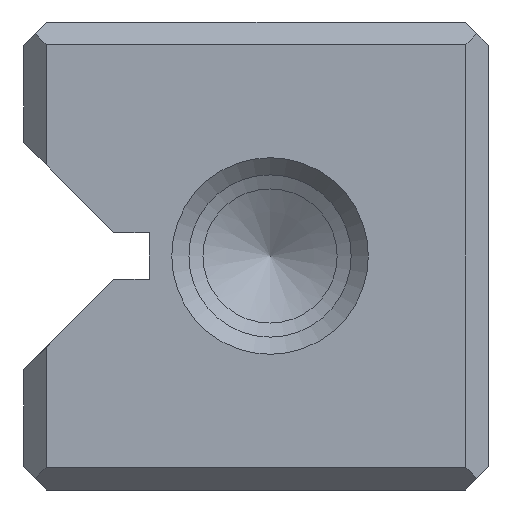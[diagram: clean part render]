
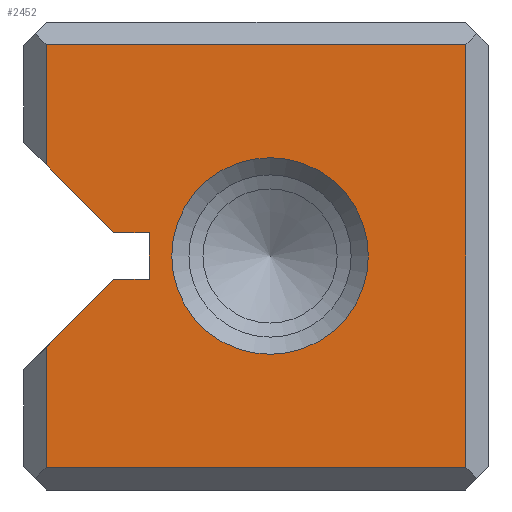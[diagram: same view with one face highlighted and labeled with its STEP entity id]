
A CAD part, left-side view. The second image highlights one B-rep face of the part: STEP entity #2452.
In plain terms, the highlighted planar face has unit normal (-1, 0, 0).
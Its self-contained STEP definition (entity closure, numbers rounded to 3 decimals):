
#2452=ADVANCED_FACE('',(#3333,#3334),#2821,.T.);
#2821=PLANE('',#8609);
#3063=CIRCLE('',#8608,3.15);
#3333=FACE_BOUND('',#3505,.T.);
#3334=FACE_BOUND('',#3506,.T.);
#3505=EDGE_LOOP('',(#4183));
#3506=EDGE_LOOP('',(#4184,#4185,#4186,#4187,#4188,#4189,#4190,#4191,#4192,
#4193));
#4183=ORIENTED_EDGE('',*,*,#6614,.T.);
#4184=ORIENTED_EDGE('',*,*,#6615,.T.);
#4185=ORIENTED_EDGE('',*,*,#6616,.T.);
#4186=ORIENTED_EDGE('',*,*,#6617,.T.);
#4187=ORIENTED_EDGE('',*,*,#6618,.T.);
#4188=ORIENTED_EDGE('',*,*,#6619,.T.);
#4189=ORIENTED_EDGE('',*,*,#6620,.T.);
#4190=ORIENTED_EDGE('',*,*,#6621,.T.);
#4191=ORIENTED_EDGE('',*,*,#6622,.F.);
#4192=ORIENTED_EDGE('',*,*,#6623,.F.);
#4193=ORIENTED_EDGE('',*,*,#6624,.T.);
#5989=VERTEX_POINT('',#11005);
#5990=VERTEX_POINT('',#11007);
#5991=VERTEX_POINT('',#11008);
#5992=VERTEX_POINT('',#11010);
#5993=VERTEX_POINT('',#11012);
#5994=VERTEX_POINT('',#11014);
#5995=VERTEX_POINT('',#11016);
#5996=VERTEX_POINT('',#11018);
#5997=VERTEX_POINT('',#11020);
#5998=VERTEX_POINT('',#11022);
#5999=VERTEX_POINT('',#11024);
#6614=EDGE_CURVE('',#5989,#5989,#3063,.T.);
#6615=EDGE_CURVE('',#5990,#5991,#7432,.T.);
#6616=EDGE_CURVE('',#5991,#5992,#7433,.T.);
#6617=EDGE_CURVE('',#5992,#5993,#7434,.T.);
#6618=EDGE_CURVE('',#5993,#5994,#7435,.T.);
#6619=EDGE_CURVE('',#5994,#5995,#7436,.T.);
#6620=EDGE_CURVE('',#5995,#5996,#7437,.T.);
#6621=EDGE_CURVE('',#5996,#5997,#7438,.T.);
#6622=EDGE_CURVE('',#5998,#5997,#7439,.T.);
#6623=EDGE_CURVE('',#5999,#5998,#7440,.T.);
#6624=EDGE_CURVE('',#5999,#5990,#7441,.T.);
#7432=LINE('',#11006,#8092);
#7433=LINE('',#11009,#8093);
#7434=LINE('',#11011,#8094);
#7435=LINE('',#11013,#8095);
#7436=LINE('',#11015,#8096);
#7437=LINE('',#11017,#8097);
#7438=LINE('',#11019,#8098);
#7439=LINE('',#11021,#8099);
#7440=LINE('',#11023,#8100);
#7441=LINE('',#11025,#8101);
#8092=VECTOR('',#9119,1.);
#8093=VECTOR('',#9120,1.);
#8094=VECTOR('',#9121,1.);
#8095=VECTOR('',#9122,1.);
#8096=VECTOR('',#9123,1.);
#8097=VECTOR('',#9124,1.);
#8098=VECTOR('',#9125,1.);
#8099=VECTOR('',#9126,1.);
#8100=VECTOR('',#9127,1.);
#8101=VECTOR('',#9128,1.);
#8608=AXIS2_PLACEMENT_3D('',#11004,#9117,#9118);
#8609=AXIS2_PLACEMENT_3D('',#11026,#9129,#9130);
#9117=DIRECTION('',(1.,0.,0.));
#9118=DIRECTION('',(0.,0.,-1.));
#9119=DIRECTION('',(0.,-1.,0.));
#9120=DIRECTION('',(0.,0.,1.));
#9121=DIRECTION('',(0.,1.,0.));
#9122=DIRECTION('',(0.,0.,-1.));
#9123=DIRECTION('',(0.,-0.707,-0.707));
#9124=DIRECTION('',(0.,-1.,0.));
#9125=DIRECTION('',(0.,0.,-1.));
#9126=DIRECTION('',(0.,-1.,0.));
#9127=DIRECTION('',(0.,-0.707,0.707));
#9128=DIRECTION('',(0.,0.,-1.));
#9129=DIRECTION('',(-1.,0.,0.));
#9130=DIRECTION('',(0.,0.,-1.));
#11004=CARTESIAN_POINT('',(0.,7.,7.5));
#11005=CARTESIAN_POINT('',(0.,7.,4.35));
#11006=CARTESIAN_POINT('',(0.,7.45,0.725));
#11007=CARTESIAN_POINT('',(0.,14.175,0.725));
#11008=CARTESIAN_POINT('',(0.,0.725,0.725));
#11009=CARTESIAN_POINT('',(0.,0.725,0.));
#11010=CARTESIAN_POINT('',(0.,0.725,14.275));
#11011=CARTESIAN_POINT('',(0.,7.45,14.275));
#11012=CARTESIAN_POINT('',(0.,14.175,14.275));
#11013=CARTESIAN_POINT('',(0.,14.175,0.));
#11014=CARTESIAN_POINT('',(0.,14.175,10.418));
#11015=CARTESIAN_POINT('',(0.,14.9,11.143));
#11016=CARTESIAN_POINT('',(0.,12.007,8.25));
#11017=CARTESIAN_POINT('',(0.,10.875,8.25));
#11018=CARTESIAN_POINT('',(0.,10.875,8.25));
#11019=CARTESIAN_POINT('',(0.,10.875,8.25));
#11020=CARTESIAN_POINT('',(0.,10.875,6.75));
#11021=CARTESIAN_POINT('',(0.,10.875,6.75));
#11022=CARTESIAN_POINT('',(0.,12.007,6.75));
#11023=CARTESIAN_POINT('',(0.,14.9,3.857));
#11024=CARTESIAN_POINT('',(0.,14.175,4.582));
#11025=CARTESIAN_POINT('',(0.,14.175,0.));
#11026=CARTESIAN_POINT('',(0.,7.45,0.));
